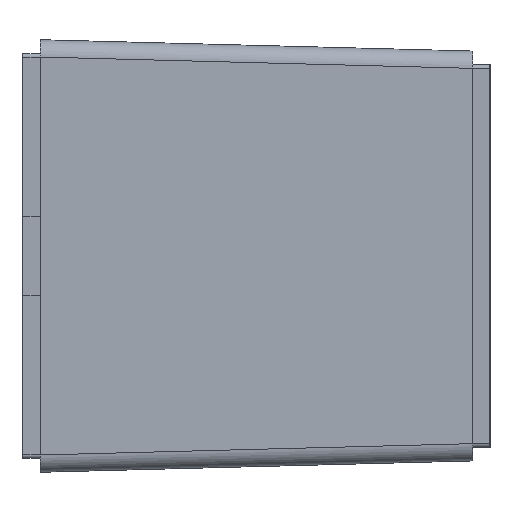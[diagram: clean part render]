
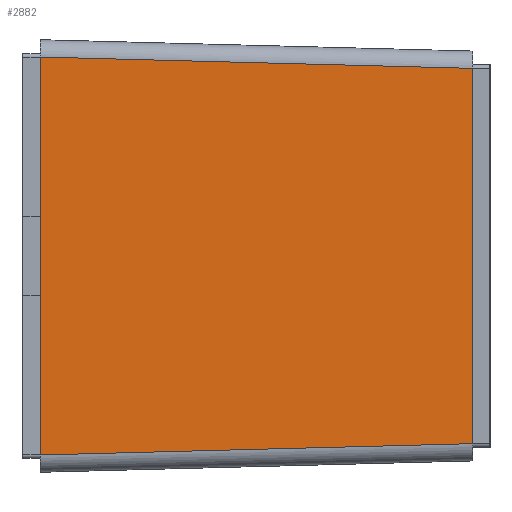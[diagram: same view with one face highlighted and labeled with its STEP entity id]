
A CAD part, left-side view. The second image highlights one B-rep face of the part: STEP entity #2882.
In plain terms, the highlighted planar face has unit normal (-1, -0.026, 0).
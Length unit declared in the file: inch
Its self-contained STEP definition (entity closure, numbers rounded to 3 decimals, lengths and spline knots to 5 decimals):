
#140=PLANE('',#3149);
#308=FACE_OUTER_BOUND('',#469,.T.);
#469=EDGE_LOOP('',(#2510,#2511,#2512,#2513,#2514,#2515));
#682=LINE('',#4806,#932);
#684=LINE('',#4812,#934);
#720=LINE('',#5179,#970);
#721=LINE('',#5181,#971);
#722=LINE('',#5182,#972);
#723=LINE('',#5183,#973);
#932=VECTOR('',#3811,39.37008);
#934=VECTOR('',#3817,39.37008);
#970=VECTOR('',#3881,39.37008);
#971=VECTOR('',#3882,39.37008);
#972=VECTOR('',#3883,39.37008);
#973=VECTOR('',#3884,39.37008);
#1338=VERTEX_POINT('',#4803);
#1339=VERTEX_POINT('',#4805);
#1340=VERTEX_POINT('',#4809);
#1341=VERTEX_POINT('',#4811);
#1362=VERTEX_POINT('',#5178);
#1363=VERTEX_POINT('',#5180);
#1711=EDGE_CURVE('',#1339,#1338,#682,.T.);
#1714=EDGE_CURVE('',#1341,#1340,#684,.T.);
#1758=EDGE_CURVE('',#1338,#1362,#720,.T.);
#1759=EDGE_CURVE('',#1363,#1362,#721,.T.);
#1760=EDGE_CURVE('',#1341,#1363,#722,.T.);
#1761=EDGE_CURVE('',#1339,#1340,#723,.T.);
#2510=ORIENTED_EDGE('',*,*,#1758,.T.);
#2511=ORIENTED_EDGE('',*,*,#1759,.F.);
#2512=ORIENTED_EDGE('',*,*,#1760,.F.);
#2513=ORIENTED_EDGE('',*,*,#1714,.T.);
#2514=ORIENTED_EDGE('',*,*,#1761,.F.);
#2515=ORIENTED_EDGE('',*,*,#1711,.T.);
#2882=ADVANCED_FACE('',(#308),#140,.T.);
#3149=AXIS2_PLACEMENT_3D('',#5177,#3879,#3880);
#3811=DIRECTION('',(0.026,-0.999,0.026));
#3817=DIRECTION('',(0.,0.,-1.));
#3879=DIRECTION('center_axis',(-1.,-0.026,0.));
#3880=DIRECTION('ref_axis',(0.026,-1.,0.));
#3881=DIRECTION('',(0.,0.,1.));
#3882=DIRECTION('',(0.026,-0.999,-0.026));
#3883=DIRECTION('',(0.,0.,1.));
#3884=DIRECTION('',(0.,0.,1.));
#4803=CARTESIAN_POINT('',(-0.50572,-0.98425,-0.427));
#4805=CARTESIAN_POINT('',(-0.5315,0.,-0.45277));
#4806=CARTESIAN_POINT('',(-0.5315,0.,-0.45277));
#4809=CARTESIAN_POINT('',(-0.5315,0.,-0.09055));
#4811=CARTESIAN_POINT('',(-0.5315,0.,0.09055));
#4812=CARTESIAN_POINT('',(-0.5315,0.,-0.56043));
#5177=CARTESIAN_POINT('Origin',(-0.5315,0.,-0.56043));
#5178=CARTESIAN_POINT('',(-0.50572,-0.98425,0.427));
#5179=CARTESIAN_POINT('',(-0.50572,-0.98425,0.));
#5180=CARTESIAN_POINT('',(-0.5315,0.,0.45277));
#5181=CARTESIAN_POINT('',(-0.53159,0.00377,0.45287));
#5182=CARTESIAN_POINT('',(-0.5315,0.,0.));
#5183=CARTESIAN_POINT('',(-0.5315,0.,0.));
